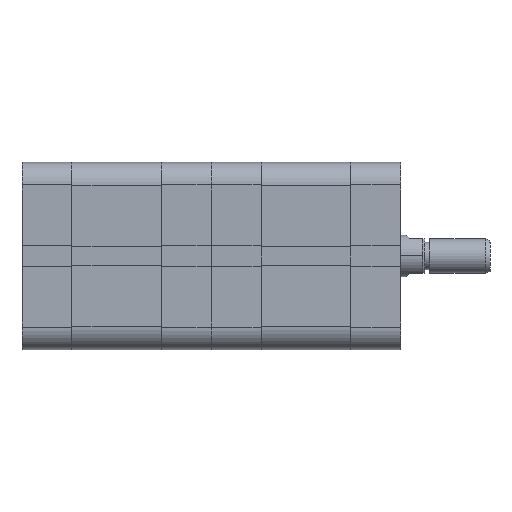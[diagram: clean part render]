
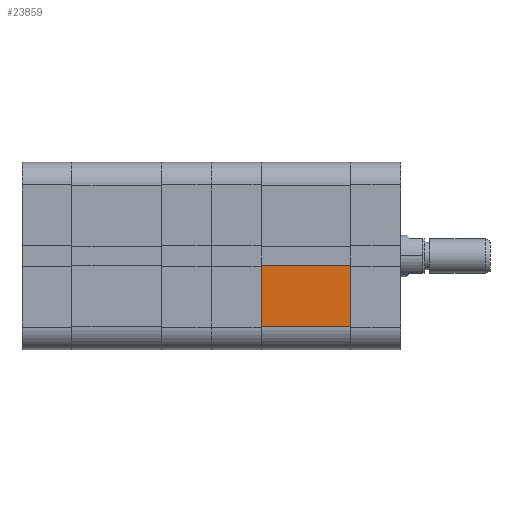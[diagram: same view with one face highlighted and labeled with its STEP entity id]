
A CAD part, front view. The second image highlights one B-rep face of the part: STEP entity #23859.
In plain terms, the highlighted planar face has unit normal (0, -1, 0).
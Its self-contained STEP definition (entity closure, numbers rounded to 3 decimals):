
#1431 = CARTESIAN_POINT ( 'NONE',  ( 26., -27.25, -2.8 ) ) ;
#2078 = DIRECTION ( 'NONE',  ( 0., 0., 1. ) ) ;
#2241 = VERTEX_POINT ( 'NONE', #2920 ) ;
#2920 = CARTESIAN_POINT ( 'NONE',  ( 0., -27.25, -20.45 ) ) ;
#4624 = EDGE_CURVE ( 'NONE', #22233, #22264, #12832, .T. ) ;
#4978 = LINE ( 'NONE', #15626, #16221 ) ;
#7076 = VECTOR ( 'NONE', #29762, 1000. ) ;
#7148 = VECTOR ( 'NONE', #21216, 1000. ) ;
#7433 = VECTOR ( 'NONE', #13288, 1000. ) ;
#12832 = LINE ( 'NONE', #20874, #7148 ) ;
#13288 = DIRECTION ( 'NONE',  ( 0., 0., -1. ) ) ;
#13988 = ORIENTED_EDGE ( 'NONE', *, *, #15330, .F. ) ;
#14808 = DIRECTION ( 'NONE',  ( 0., 1., 0. ) ) ;
#15152 = CARTESIAN_POINT ( 'NONE',  ( 26., -27.25, -27.25 ) ) ;
#15330 = EDGE_CURVE ( 'NONE', #22233, #29147, #18538, .T. ) ;
#15626 = CARTESIAN_POINT ( 'NONE',  ( 0., -27.25, -27.25 ) ) ;
#16221 = VECTOR ( 'NONE', #20876, 1000. ) ;
#18538 = LINE ( 'NONE', #32115, #7433 ) ;
#19813 = CARTESIAN_POINT ( 'NONE',  ( 26., -27.25, -20.45 ) ) ;
#20874 = CARTESIAN_POINT ( 'NONE',  ( 26.001, -27.25, -2.8 ) ) ;
#20876 = DIRECTION ( 'NONE',  ( 0., 0., -1. ) ) ;
#21216 = DIRECTION ( 'NONE',  ( -1., 0., 0. ) ) ;
#21884 = EDGE_CURVE ( 'NONE', #2241, #29147, #24536, .T. ) ;
#22233 = VERTEX_POINT ( 'NONE', #1431 ) ;
#22264 = VERTEX_POINT ( 'NONE', #22689 ) ;
#22689 = CARTESIAN_POINT ( 'NONE',  ( 0., -27.25, -2.8 ) ) ;
#23004 = PLANE ( 'NONE',  #27280 ) ;
#23859 = ADVANCED_FACE ( 'NONE', ( #26139 ), #23004, .F. ) ;
#24443 = EDGE_CURVE ( 'NONE', #22264, #2241, #4978, .T. ) ;
#24536 = LINE ( 'NONE', #30288, #7076 ) ;
#24692 = ORIENTED_EDGE ( 'NONE', *, *, #24443, .T. ) ;
#26139 = FACE_OUTER_BOUND ( 'NONE', #28611, .T. ) ;
#27280 = AXIS2_PLACEMENT_3D ( 'NONE', #15152, #14808, #2078 ) ;
#28611 = EDGE_LOOP ( 'NONE', ( #34441, #24692, #33435, #13988 ) ) ;
#29147 = VERTEX_POINT ( 'NONE', #19813 ) ;
#29762 = DIRECTION ( 'NONE',  ( 1., 0., 0. ) ) ;
#30288 = CARTESIAN_POINT ( 'NONE',  ( 26., -27.25, -20.45 ) ) ;
#32115 = CARTESIAN_POINT ( 'NONE',  ( 26., -27.25, -27.25 ) ) ;
#33435 = ORIENTED_EDGE ( 'NONE', *, *, #21884, .T. ) ;
#34441 = ORIENTED_EDGE ( 'NONE', *, *, #4624, .T. ) ;
